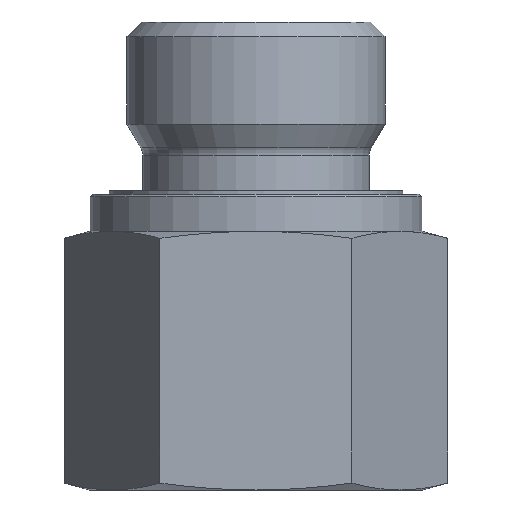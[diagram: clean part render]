
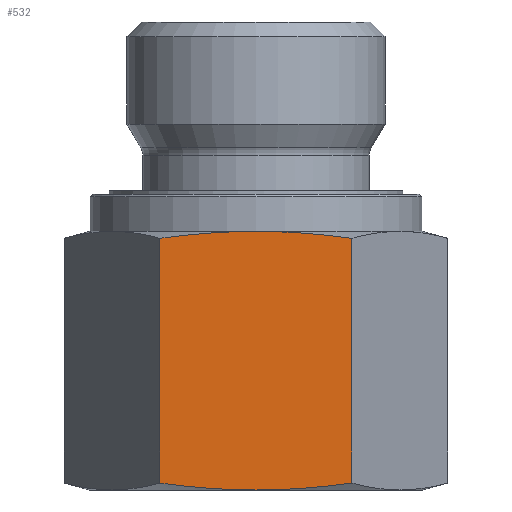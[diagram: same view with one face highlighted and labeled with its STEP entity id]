
A CAD part, left-side view. The second image highlights one B-rep face of the part: STEP entity #532.
In plain terms, the highlighted planar face has unit normal (-1, 0.001, 0).
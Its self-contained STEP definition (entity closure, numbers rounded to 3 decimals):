
#112=CARTESIAN_POINT('',(-13.505,-7.785,0.56));
#113=VERTEX_POINT('',#112);
#129=CARTESIAN_POINT('',(-13.5,0.,0.0));
#130=VERTEX_POINT('',#129);
#131=CARTESIAN_POINT('',(-13.5,0.,0.0));
#132=CARTESIAN_POINT('',(-13.503,-3.613,0.001));
#133=CARTESIAN_POINT('',(-13.505,-7.785,0.56));
#141=(BOUNDED_CURVE()B_SPLINE_CURVE(2,(#131,#132,#133),.UNSPECIFIED.,.F.,.U.)B_SPLINE_CURVE_WITH_KNOTS((3,3),(1.018,1.826),.UNSPECIFIED.)CURVE()GEOMETRIC_REPRESENTATION_ITEM()RATIONAL_B_SPLINE_CURVE((1.,1.048,1.02))REPRESENTATION_ITEM(''));
#142=EDGE_CURVE('',#130,#113,#141,.T.);
#161=CARTESIAN_POINT('',(-13.495,7.804,0.56));
#162=VERTEX_POINT('',#161);
#176=CARTESIAN_POINT('',(-13.5,0.009,0.));
#177=VERTEX_POINT('',#176);
#185=CARTESIAN_POINT('',(-13.495,7.804,0.56));
#186=CARTESIAN_POINT('',(-13.497,3.627,0.));
#187=CARTESIAN_POINT('',(-13.5,0.009,0.));
#195=(BOUNDED_CURVE()B_SPLINE_CURVE(2,(#185,#186,#187),.UNSPECIFIED.,.F.,.U.)B_SPLINE_CURVE_WITH_KNOTS((3,3),(0.209,1.017),.UNSPECIFIED.)CURVE()GEOMETRIC_REPRESENTATION_ITEM()RATIONAL_B_SPLINE_CURVE((1.02,1.048,1.0))REPRESENTATION_ITEM(''));
#196=EDGE_CURVE('',#162,#177,#195,.T.);
#440=CARTESIAN_POINT('',(-13.495,7.804,20.44));
#441=VERTEX_POINT('',#440);
#442=CARTESIAN_POINT('',(-13.495,7.804,0.56));
#443=DIRECTION('',(0.0,0.0,1.0));
#444=VECTOR('',#443,19.881);
#445=LINE('',#442,#444);
#446=EDGE_CURVE('',#162,#441,#445,.T.);
#480=CARTESIAN_POINT('',(-13.505,-7.785,0.0));
#481=DIRECTION('',(-1.,0.001,0.0));
#482=DIRECTION('',(0.0,0.0,1.0));
#483=AXIS2_PLACEMENT_3D('',#480,#481,#482);
#484=PLANE('',#483);
#485=ORIENTED_EDGE('',*,*,#196,.T.);
#486=CARTESIAN_POINT('',(-13.5,0.,0.0));
#487=DIRECTION('',(0.001,1.,0.0));
#488=VECTOR('',#487,0.009);
#489=LINE('',#486,#488);
#490=EDGE_CURVE('',#130,#177,#489,.T.);
#491=ORIENTED_EDGE('',*,*,#490,.F.);
#492=ORIENTED_EDGE('',*,*,#142,.T.);
#493=CARTESIAN_POINT('',(-13.505,-7.785,20.44));
#494=VERTEX_POINT('',#493);
#495=CARTESIAN_POINT('',(-13.505,-7.785,0.56));
#496=DIRECTION('',(0.0,0.0,1.0));
#497=VECTOR('',#496,19.881);
#498=LINE('',#495,#497);
#499=EDGE_CURVE('',#113,#494,#498,.T.);
#500=ORIENTED_EDGE('',*,*,#499,.T.);
#501=CARTESIAN_POINT('',(-13.5,0.009,21.0));
#502=VERTEX_POINT('',#501);
#503=CARTESIAN_POINT('',(-13.505,-7.785,20.44));
#504=CARTESIAN_POINT('',(-13.503,-3.608,21.));
#505=CARTESIAN_POINT('',(-13.5,0.009,21.0));
#513=(BOUNDED_CURVE()B_SPLINE_CURVE(2,(#503,#504,#505),.UNSPECIFIED.,.F.,.U.)B_SPLINE_CURVE_WITH_KNOTS((3,3),(0.209,1.017),.UNSPECIFIED.)CURVE()GEOMETRIC_REPRESENTATION_ITEM()RATIONAL_B_SPLINE_CURVE((1.02,1.048,1.0))REPRESENTATION_ITEM(''));
#514=EDGE_CURVE('',#494,#502,#513,.T.);
#515=ORIENTED_EDGE('',*,*,#514,.T.);
#516=CARTESIAN_POINT('',(-13.5,0.009,21.0));
#517=CARTESIAN_POINT('',(-13.497,3.627,21.));
#518=CARTESIAN_POINT('',(-13.495,7.804,20.44));
#526=(BOUNDED_CURVE()B_SPLINE_CURVE(2,(#516,#517,#518),.UNSPECIFIED.,.F.,.U.)B_SPLINE_CURVE_WITH_KNOTS((3,3),(1.017,1.826),.UNSPECIFIED.)CURVE()GEOMETRIC_REPRESENTATION_ITEM()RATIONAL_B_SPLINE_CURVE((1.0,1.048,1.02))REPRESENTATION_ITEM(''));
#527=EDGE_CURVE('',#502,#441,#526,.T.);
#528=ORIENTED_EDGE('',*,*,#527,.T.);
#529=ORIENTED_EDGE('',*,*,#446,.F.);
#530=EDGE_LOOP('',(#485,#491,#492,#500,#515,#528,#529));
#531=FACE_OUTER_BOUND('',#530,.T.);
#532=ADVANCED_FACE('',(#531),#484,.T.);
